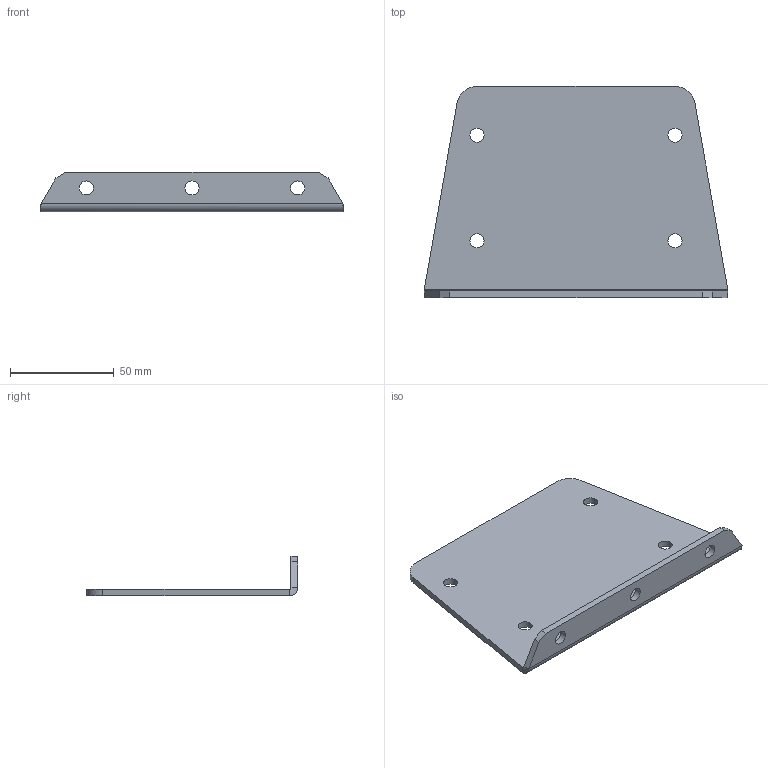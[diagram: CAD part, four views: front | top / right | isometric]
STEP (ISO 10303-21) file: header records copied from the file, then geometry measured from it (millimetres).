
FILE_DESCRIPTION(/* description */ (''),/* implementation_level */ '2;1');
FILE_NAME(/* name */ 'FIN_TOUCHPAD_MOUNT_BRACKET_1_1.stp',/* time_stamp */ '2017-01-08T12:17:31-05:00',/* author */ ('jeff1'),/* organization */ (''),/* preprocessor_version */ 'ST-DEVELOPER v16.5',/* originating_system */ 'Autodesk Inventor 2017',/* authorisation */ '');
FILE_SCHEMA (('AUTOMOTIVE_DESIGN { 1 0 10303 214 3 1 1 }'));
Length unit declared in the file: inch
Products named in the file (1): FIN_TOUCHPAD_MOUNT_BRACKET_1_1
Bounding box: 146.05 x 101.6 x 19.05 mm (x, y, z)
Volume: 47297.4 mm3; surface area: 31767 mm2
Topology: 1 solids, 1 shells, 25 faces, 61 edges, 38 vertices
Faces by surface type: plane 12, cylinder 11, bspline 2
Full cylindrical faces by diameter (mm): 6.756 x7
Entity records: 862 total; most frequent: CARTESIAN_POINT 240, DIRECTION 116, ORIENTED_EDGE 108, EDGE_CURVE 54, EDGE_LOOP 46, AXIS2_PLACEMENT_3D 42, VERTEX_POINT 38, LINE 32
